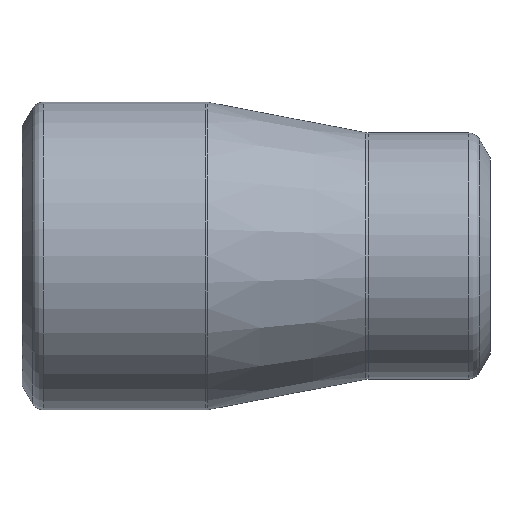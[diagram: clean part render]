
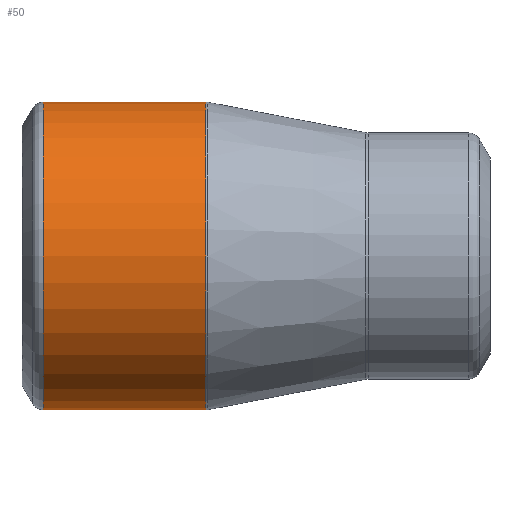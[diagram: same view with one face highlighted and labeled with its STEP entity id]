
A CAD part, front view. The second image highlights one B-rep face of the part: STEP entity #50.
In plain terms, the highlighted cylindrical face has radius 12.5 mm (diameter 25 mm), a full revolution.
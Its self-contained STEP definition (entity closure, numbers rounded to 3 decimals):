
#38=CYLINDRICAL_SURFACE('',#218,12.5);
#50=ADVANCED_FACE('',(#70,#71),#38,.T.);
#70=FACE_BOUND('',#102,.T.);
#71=FACE_BOUND('',#103,.T.);
#102=EDGE_LOOP('',(#134));
#103=EDGE_LOOP('',(#135));
#134=ORIENTED_EDGE('',*,*,#181,.T.);
#135=ORIENTED_EDGE('',*,*,#182,.T.);
#165=VERTEX_POINT('',#319);
#166=VERTEX_POINT('',#321);
#181=EDGE_CURVE('',#165,#165,#197,.T.);
#182=EDGE_CURVE('',#166,#166,#198,.T.);
#197=CIRCLE('',#216,12.5);
#198=CIRCLE('',#217,12.5);
#216=AXIS2_PLACEMENT_3D('',#318,#255,#256);
#217=AXIS2_PLACEMENT_3D('',#320,#257,#258);
#218=AXIS2_PLACEMENT_3D('',#322,#259,#260);
#255=DIRECTION('',(-1.,0.,0.));
#256=DIRECTION('',(0.,0.,-1.));
#257=DIRECTION('',(1.,0.,0.));
#258=DIRECTION('',(0.,0.,-1.));
#259=DIRECTION('',(-1.,0.,0.));
#260=DIRECTION('',(0.,0.,1.));
#318=CARTESIAN_POINT('',(14.905,0.,0.));
#319=CARTESIAN_POINT('',(14.905,0.,-12.5));
#320=CARTESIAN_POINT('',(1.732,0.,0.));
#321=CARTESIAN_POINT('',(1.732,0.,-12.5));
#322=CARTESIAN_POINT('',(0.,0.,0.));
